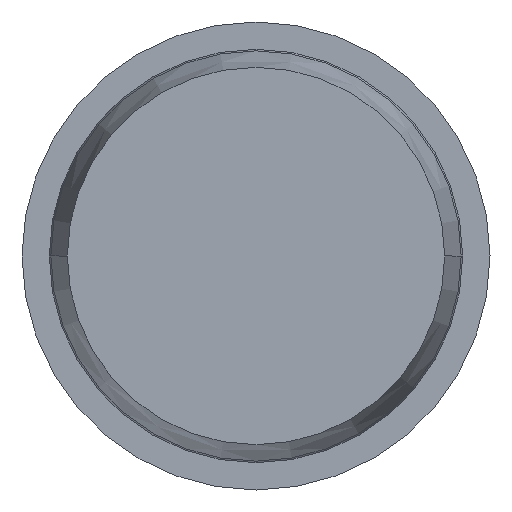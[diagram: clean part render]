
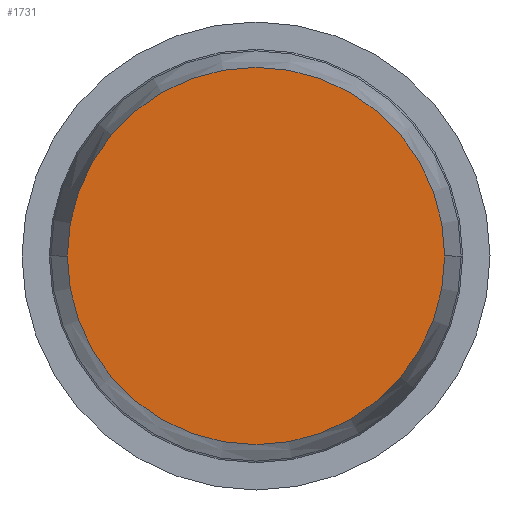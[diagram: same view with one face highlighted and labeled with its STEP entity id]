
A CAD part, front view. The second image highlights one B-rep face of the part: STEP entity #1731.
In plain terms, the highlighted planar face has unit normal (0, -1, 0).
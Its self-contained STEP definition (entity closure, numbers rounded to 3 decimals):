
#108 = DIRECTION ( 'NONE',  ( 1., 0., 0. ) ) ;
#133 = CARTESIAN_POINT ( 'NONE',  ( 0., -19., 0. ) ) ;
#270 = ORIENTED_EDGE ( 'NONE', *, *, #2501, .T. ) ;
#414 = CARTESIAN_POINT ( 'NONE',  ( 1.209, -19., 0. ) ) ;
#549 = ORIENTED_EDGE ( 'NONE', *, *, #1208, .T. ) ;
#702 = AXIS2_PLACEMENT_3D ( 'NONE', #133, #3114, #2440 ) ;
#713 = CIRCLE ( 'NONE', #2606, 1.209 ) ;
#1045 = PLANE ( 'NONE',  #2845 ) ;
#1208 = EDGE_CURVE ( 'Defeature ausgef�hrt1_2+Defeature ausgef�hrt1_11+Defeature ausgef�hrt1_11+Defeature ausgef�hrt1_11', #3296, #1641, #2712, .T. ) ;
#1331 = CARTESIAN_POINT ( 'NONE',  ( 0., -19., 0. ) ) ;
#1641 = VERTEX_POINT ( 'NONE', #2933 ) ;
#1731 = ADVANCED_FACE ( 'Defeature ausgef�hrt1_2', ( #3677 ), #1045, .T. ) ;
#2024 = EDGE_LOOP ( 'NONE', ( #270, #549 ) ) ;
#2440 = DIRECTION ( 'NONE',  ( 1., 0., 0. ) ) ;
#2501 = EDGE_CURVE ( 'Defeature ausgef�hrt1_2+Defeature ausgef�hrt1_11+Defeature ausgef�hrt1_11+Defeature ausgef�hrt1_11', #1641, #3296, #713, .T. ) ;
#2606 = AXIS2_PLACEMENT_3D ( 'NONE', #2791, #3089, #108 ) ;
#2712 = CIRCLE ( 'NONE', #702, 1.209 ) ;
#2791 = CARTESIAN_POINT ( 'NONE',  ( 0., -19., 0. ) ) ;
#2845 = AXIS2_PLACEMENT_3D ( 'NONE', #1331, #3615, #3313 ) ;
#2933 = CARTESIAN_POINT ( 'NONE',  ( -1.209, -19., 0. ) ) ;
#3089 = DIRECTION ( 'NONE',  ( 0., -1., 0. ) ) ;
#3114 = DIRECTION ( 'NONE',  ( 0., -1., 0. ) ) ;
#3296 = VERTEX_POINT ( 'NONE', #414 ) ;
#3313 = DIRECTION ( 'NONE',  ( 1., 0., 0. ) ) ;
#3615 = DIRECTION ( 'NONE',  ( 0., -1., 0. ) ) ;
#3677 = FACE_OUTER_BOUND ( 'NONE', #2024, .T. ) ;
